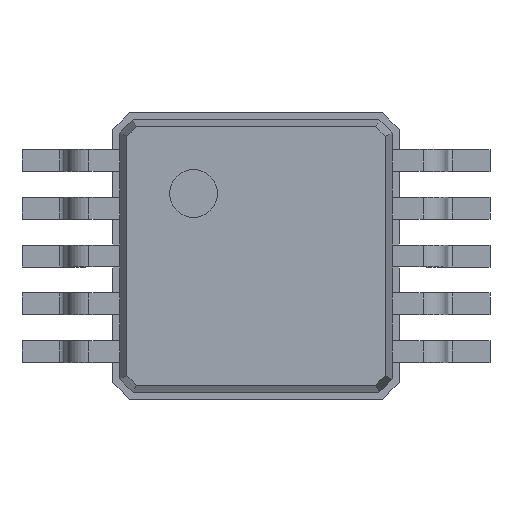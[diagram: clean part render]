
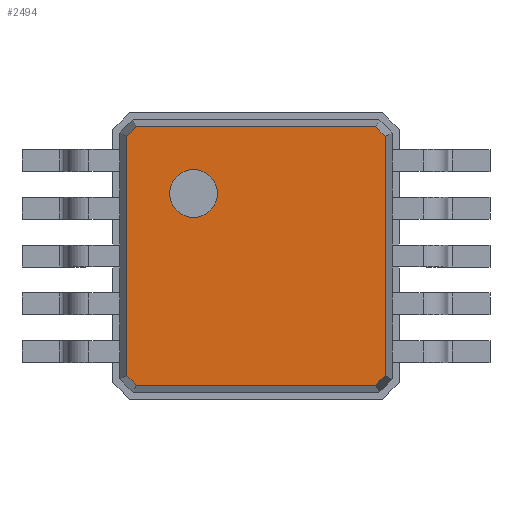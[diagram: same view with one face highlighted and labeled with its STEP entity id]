
A CAD part, top view. The second image highlights one B-rep face of the part: STEP entity #2494.
In plain terms, the highlighted planar face has unit normal (0, 0, 1).
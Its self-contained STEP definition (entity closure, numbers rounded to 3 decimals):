
#13=DIRECTION('',(0.,0.,1.));
#27=VECTOR('',#28,1.);
#28=DIRECTION('',(1.,0.,0.));
#51=VECTOR('',#52,1.);
#52=DIRECTION('',(0.707,-0.707,0.));
#58=VECTOR('',#59,1.);
#59=DIRECTION('',(0.,-1.,0.));
#65=VECTOR('',#66,1.);
#66=DIRECTION('',(-0.707,-0.707,0.));
#72=VECTOR('',#73,1.);
#73=DIRECTION('',(-1.,0.,0.));
#79=VECTOR('',#80,1.);
#80=DIRECTION('',(-0.707,0.707,0.));
#86=VECTOR('',#87,1.);
#87=DIRECTION('',(0.,1.,0.));
#91=VECTOR('',#92,1.);
#92=DIRECTION('',(0.707,0.707,0.));
#895=VERTEX_POINT('',#896);
#896=CARTESIAN_POINT('',(-1.354,1.252,0.95));
#898=ORIENTED_EDGE('',*,*,#899,.F.);
#899=EDGE_CURVE('',#900,#895,#902,.T.);
#900=VERTEX_POINT('',#901);
#901=CARTESIAN_POINT('',(-1.354,-1.252,0.95));
#902=LINE('',#901,#86);
#913=VERTEX_POINT('',#914);
#914=CARTESIAN_POINT('',(-1.252,1.354,0.95));
#916=ORIENTED_EDGE('',*,*,#917,.F.);
#917=EDGE_CURVE('',#895,#913,#918,.T.);
#918=LINE('',#896,#91);
#927=VERTEX_POINT('',#928);
#928=CARTESIAN_POINT('',(1.252,1.354,0.95));
#930=ORIENTED_EDGE('',*,*,#931,.F.);
#931=EDGE_CURVE('',#913,#927,#932,.T.);
#932=LINE('',#914,#27);
#941=VERTEX_POINT('',#942);
#942=CARTESIAN_POINT('',(1.354,1.252,0.95));
#944=ORIENTED_EDGE('',*,*,#945,.F.);
#945=EDGE_CURVE('',#927,#941,#946,.T.);
#946=LINE('',#928,#51);
#995=VERTEX_POINT('',#996);
#996=CARTESIAN_POINT('',(1.354,-1.252,0.95));
#998=ORIENTED_EDGE('',*,*,#999,.F.);
#999=EDGE_CURVE('',#941,#995,#1000,.T.);
#1000=LINE('',#942,#58);
#2494=ADVANCED_FACE('',(#2495,#2510),#2520,.T.);
#2495=FACE_BOUND('',#2496,.T.);
#2496=EDGE_LOOP('',(#930,#916,#898,#2497,#2502,#2507,#998,#944));
#2497=ORIENTED_EDGE('',*,*,#2498,.F.);
#2498=EDGE_CURVE('',#2499,#900,#2501,.T.);
#2499=VERTEX_POINT('',#2500);
#2500=CARTESIAN_POINT('',(-1.252,-1.354,0.95));
#2501=LINE('',#2500,#79);
#2502=ORIENTED_EDGE('',*,*,#2503,.F.);
#2503=EDGE_CURVE('',#2504,#2499,#2506,.T.);
#2504=VERTEX_POINT('',#2505);
#2505=CARTESIAN_POINT('',(1.252,-1.354,0.95));
#2506=LINE('',#2505,#72);
#2507=ORIENTED_EDGE('',*,*,#2508,.F.);
#2508=EDGE_CURVE('',#995,#2504,#2509,.T.);
#2509=LINE('',#996,#65);
#2510=FACE_BOUND('',#2511,.T.);
#2511=EDGE_LOOP('',(#2512));
#2512=ORIENTED_EDGE('',*,*,#2513,.T.);
#2513=EDGE_CURVE('',#2514,#2514,#2516,.T.);
#2514=VERTEX_POINT('',#2515);
#2515=CARTESIAN_POINT('',(-0.654,0.404,0.95));
#2516=CIRCLE('',#2517,0.25);
#2517=AXIS2_PLACEMENT_3D('',#2518,#2519,#59);
#2518=CARTESIAN_POINT('',(-0.654,0.654,0.95));
#2519=DIRECTION('',(0.,-0.,-1.));
#2520=PLANE('',#2521);
#2521=AXIS2_PLACEMENT_3D('',#914,#13,#2522);
#2522=DIRECTION('',(0.679,-0.734,0.));
